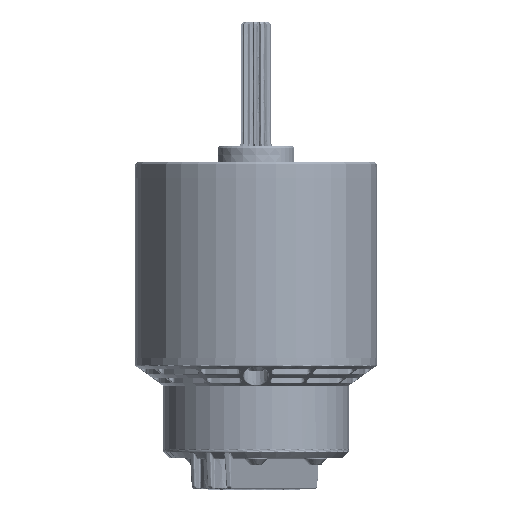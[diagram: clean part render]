
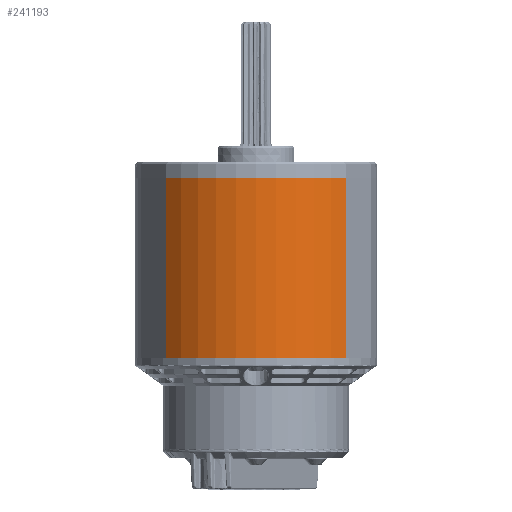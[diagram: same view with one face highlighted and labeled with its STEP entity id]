
A CAD part, left-side view. The second image highlights one B-rep face of the part: STEP entity #241193.
In plain terms, the highlighted cylindrical face has radius 30 mm (diameter 60 mm), a partial arc.
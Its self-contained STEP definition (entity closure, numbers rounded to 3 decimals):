
#11786 = CARTESIAN_POINT ( 'NONE',  ( 22.286, -20.084, 22.2 ) ) ;
#13605 = EDGE_LOOP ( 'NONE', ( #241263, #248257, #245818, #162932 ) ) ;
#13636 = DIRECTION ( 'NONE',  ( 0., 0., 1. ) ) ;
#45537 = CARTESIAN_POINT ( 'NONE',  ( 22.286, -20.084, 22.2 ) ) ;
#45888 = DIRECTION ( 'NONE',  ( 0., 0., -1. ) ) ;
#47801 = CARTESIAN_POINT ( 'NONE',  ( 22.286, -20.084, -22.2 ) ) ;
#52071 = FACE_OUTER_BOUND ( 'NONE', #13605, .T. ) ;
#53537 = VECTOR ( 'NONE', #94582, 1000. ) ;
#53676 = CARTESIAN_POINT ( 'NONE',  ( -22.286, -20.084, 22.2 ) ) ;
#60205 = CIRCLE ( 'NONE', #246378, 30. ) ;
#61900 = CARTESIAN_POINT ( 'NONE',  ( -22.286, -20.084, 22.2 ) ) ;
#77622 = CARTESIAN_POINT ( 'NONE',  ( -22.286, -20.084, -22.2 ) ) ;
#94582 = DIRECTION ( 'NONE',  ( 0., 0., 1. ) ) ;
#95522 = CARTESIAN_POINT ( 'NONE',  ( 0., 0., 22.2 ) ) ;
#96425 = DIRECTION ( 'NONE',  ( -1., 0., 0. ) ) ;
#96515 = VERTEX_POINT ( 'NONE', #77622 ) ;
#102108 = EDGE_CURVE ( 'NONE', #135679, #226674, #197636, .T. ) ;
#115944 = VECTOR ( 'NONE', #144725, 1000. ) ;
#121990 = EDGE_CURVE ( 'NONE', #226674, #213144, #225612, .T. ) ;
#128745 = DIRECTION ( 'NONE',  ( -1., 0., 0. ) ) ;
#134950 = CYLINDRICAL_SURFACE ( 'NONE', #266364, 30. ) ;
#135679 = VERTEX_POINT ( 'NONE', #47801 ) ;
#144725 = DIRECTION ( 'NONE',  ( 0., 0., -1. ) ) ;
#162932 = ORIENTED_EDGE ( 'NONE', *, *, #102108, .T. ) ;
#178227 = DIRECTION ( 'NONE',  ( 0., 0., -1. ) ) ;
#197636 = LINE ( 'NONE', #11786, #53537 ) ;
#199483 = CARTESIAN_POINT ( 'NONE',  ( 0., 0., -22.2 ) ) ;
#210071 = EDGE_CURVE ( 'NONE', #213144, #96515, #247643, .T. ) ;
#213144 = VERTEX_POINT ( 'NONE', #53676 ) ;
#225612 = CIRCLE ( 'NONE', #260201, 30. ) ;
#226674 = VERTEX_POINT ( 'NONE', #45537 ) ;
#231693 = CARTESIAN_POINT ( 'NONE',  ( 0., 0., 22.2 ) ) ;
#235086 = EDGE_CURVE ( 'NONE', #96515, #135679, #60205, .T. ) ;
#241193 = ADVANCED_FACE ( 'NONE', ( #52071 ), #134950, .T. ) ;
#241263 = ORIENTED_EDGE ( 'NONE', *, *, #121990, .T. ) ;
#245818 = ORIENTED_EDGE ( 'NONE', *, *, #235086, .T. ) ;
#246378 = AXIS2_PLACEMENT_3D ( 'NONE', #199483, #13636, #96425 ) ;
#247643 = LINE ( 'NONE', #61900, #115944 ) ;
#248257 = ORIENTED_EDGE ( 'NONE', *, *, #210071, .T. ) ;
#260201 = AXIS2_PLACEMENT_3D ( 'NONE', #231693, #45888, #128745 ) ;
#260825 = DIRECTION ( 'NONE',  ( -1., 0., 0. ) ) ;
#266364 = AXIS2_PLACEMENT_3D ( 'NONE', #95522, #178227, #260825 ) ;
